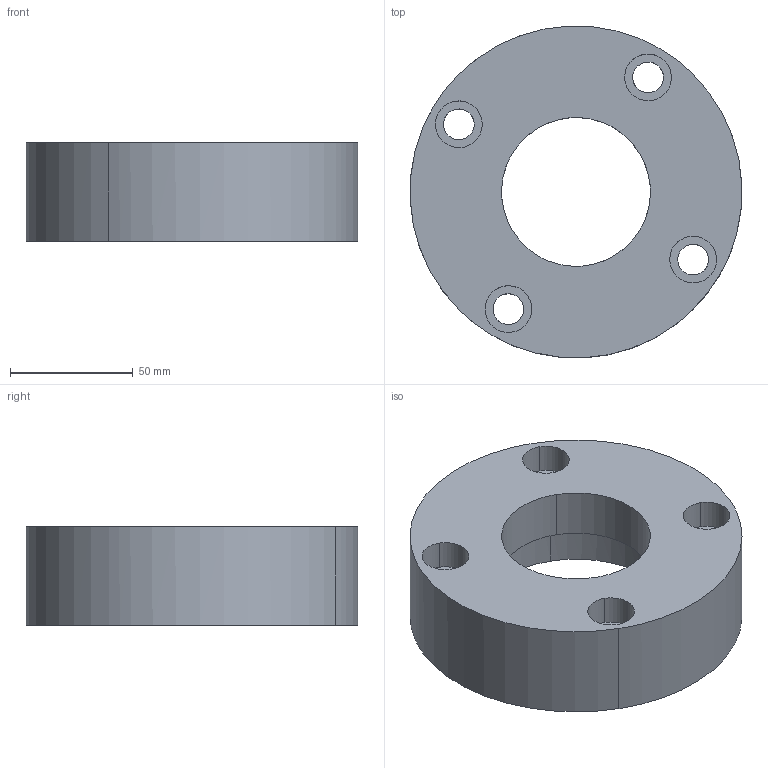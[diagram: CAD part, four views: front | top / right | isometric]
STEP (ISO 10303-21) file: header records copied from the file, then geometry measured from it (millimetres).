
FILE_DESCRIPTION (( 'STEP AP203' ), '1' );
FILE_NAME ('682-04 Brida vastago- embolo.STEP', '2021-07-18T02:25:45', ( '' ), ( '' ), 'SwSTEP 2.0', 'SolidWorks 2018', '' );
FILE_SCHEMA (( 'CONFIG_CONTROL_DESIGN' ));
Length unit declared in the file: millimetre
Products named in the file (1): 682-04 Brida vastago- embolo
Bounding box: 134.86 x 134.86 x 39.9 mm (x, y, z)
Volume: 386844.2 mm3; surface area: 54887.2 mm2
Topology: 1 solids, 1 shells, 29 faces, 110 edges, 88 vertices
Faces by surface type: bspline 29
Entity records: 2493 total; most frequent: CARTESIAN_POINT 1781, ORIENTED_EDGE 220, EDGE_CURVE 110, VERTEX_POINT 88, B_SPLINE_CURVE_WITH_KNOTS 86, EDGE_LOOP 44, FACE_OUTER_BOUND 29, ADVANCED_FACE 29
